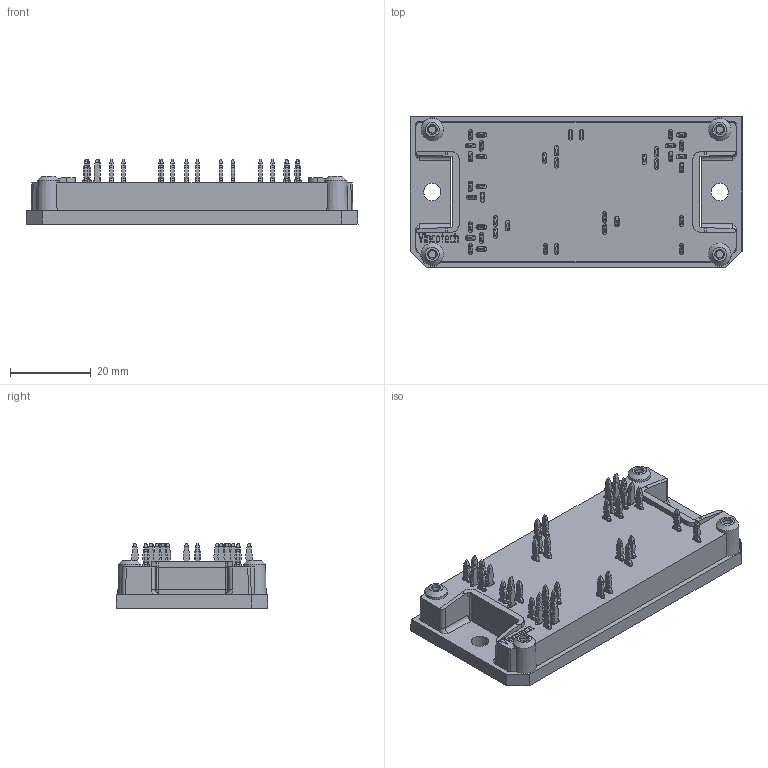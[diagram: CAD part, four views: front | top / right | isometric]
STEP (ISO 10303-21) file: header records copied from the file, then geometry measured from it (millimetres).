
FILE_DESCRIPTION( ( 'Unknown' ), '1' );
FILE_NAME( 'Flow1-4T12Y-L090-01-OL.stp', 'Unknown', ( 'Unknown' ), ( 'Unknown' ), 'PSStep 16.0.42', 'Unknown', ' ' );
FILE_SCHEMA( ( 'AUTOMOTIVE_DESIGN { 1 0 10303 214 1 1 1 1 }' ) );
Length unit declared in the file: millimetre
Products named in the file (1): P-P402_simplified
Bounding box: 82 x 37.4 x 16.23 mm (x, y, z)
Volume: 26003.3 mm3; surface area: 11365.4 mm2
Topology: 1 solids, 1 shells, 1694 faces, 4516 edges, 3003 vertices
Faces by surface type: plane 1271, cylinder 380, extrusion 23, cone 16, bspline 4
Full cylindrical faces by diameter (mm): 2.4 x4, 4.3 x2
Entity records: 66768 total; most frequent: CARTESIAN_POINT 10361, ORIENTED_EDGE 8958, DIRECTION 8592, EDGE_CURVE 4479, VECTOR 3648, LINE 3625, VERTEX_POINT 2990, AXIS2_PLACEMENT_3D 2472
